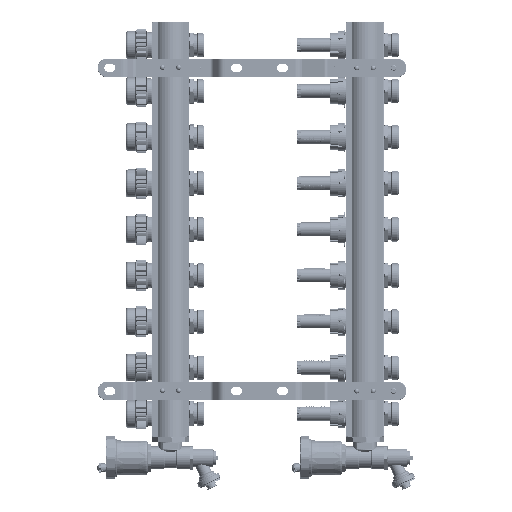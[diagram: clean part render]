
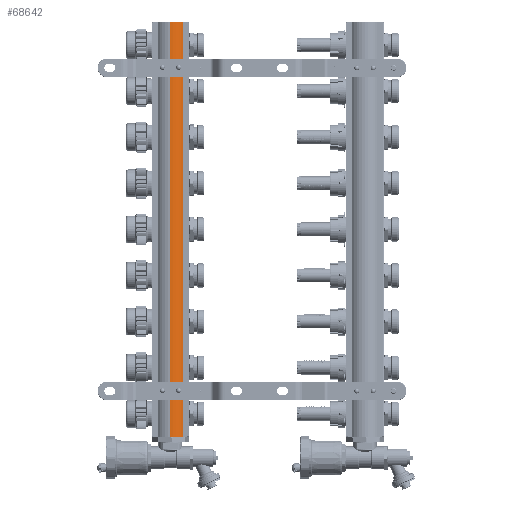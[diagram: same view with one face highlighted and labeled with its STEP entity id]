
A CAD part, left-side view. The second image highlights one B-rep face of the part: STEP entity #68642.
In plain terms, the highlighted cylindrical face has radius 18.2 mm (diameter 36.4 mm), a partial arc.
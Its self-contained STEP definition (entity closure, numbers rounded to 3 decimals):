
#160 = CARTESIAN_POINT ( 'NONE',  ( 0., 0., 450. ) ) ;
#2343 = CARTESIAN_POINT ( 'NONE',  ( -12., -13.684, 450. ) ) ;
#8820 = LINE ( 'NONE', #50960, #87992 ) ;
#9146 = CIRCLE ( 'NONE', #29834, 18.2 ) ;
#12166 = DIRECTION ( 'NONE',  ( 0., 0., 1. ) ) ;
#12439 = EDGE_CURVE ( 'NONE', #18112, #65166, #40034, .T. ) ;
#13767 = VERTEX_POINT ( 'NONE', #46076 ) ;
#13958 = EDGE_LOOP ( 'NONE', ( #19733, #77739, #57515, #53404 ) ) ;
#17425 = CARTESIAN_POINT ( 'NONE',  ( 0., 0., 0. ) ) ;
#18112 = VERTEX_POINT ( 'NONE', #91531 ) ;
#19733 = ORIENTED_EDGE ( 'NONE', *, *, #56409, .F. ) ;
#23200 = VERTEX_POINT ( 'NONE', #78621 ) ;
#24053 = DIRECTION ( 'NONE',  ( 1., 0., 0. ) ) ;
#29834 = AXIS2_PLACEMENT_3D ( 'NONE', #160, #73466, #24053 ) ;
#39358 = CARTESIAN_POINT ( 'NONE',  ( -12., -13.684, 0. ) ) ;
#40034 = CIRCLE ( 'NONE', #89534, 18.2 ) ;
#40568 = LINE ( 'NONE', #2343, #61847 ) ;
#41112 = FACE_OUTER_BOUND ( 'NONE', #13958, .T. ) ;
#46076 = CARTESIAN_POINT ( 'NONE',  ( -12., -13.684, 450. ) ) ;
#47791 = DIRECTION ( 'NONE',  ( 0., 0., -1. ) ) ;
#50960 = CARTESIAN_POINT ( 'NONE',  ( -18.2, 0., 450. ) ) ;
#53404 = ORIENTED_EDGE ( 'NONE', *, *, #100477, .F. ) ;
#54863 = CYLINDRICAL_SURFACE ( 'NONE', #83022, 18.2 ) ;
#56409 = EDGE_CURVE ( 'NONE', #23200, #13767, #9146, .T. ) ;
#57515 = ORIENTED_EDGE ( 'NONE', *, *, #12439, .T. ) ;
#59547 = DIRECTION ( 'NONE',  ( 0., 0., -1. ) ) ;
#61847 = VECTOR ( 'NONE', #59547, 1000. ) ;
#65166 = VERTEX_POINT ( 'NONE', #39358 ) ;
#68642 = ADVANCED_FACE ( 'NONE', ( #41112 ), #54863, .T. ) ;
#73466 = DIRECTION ( 'NONE',  ( 0., 0., 1. ) ) ;
#77739 = ORIENTED_EDGE ( 'NONE', *, *, #96845, .T. ) ;
#78621 = CARTESIAN_POINT ( 'NONE',  ( -18.2, 0., 450. ) ) ;
#83022 = AXIS2_PLACEMENT_3D ( 'NONE', #95814, #47791, #88425 ) ;
#83586 = DIRECTION ( 'NONE',  ( 0., 0., -1. ) ) ;
#87992 = VECTOR ( 'NONE', #83586, 1000. ) ;
#88425 = DIRECTION ( 'NONE',  ( -1., 0., 0. ) ) ;
#89534 = AXIS2_PLACEMENT_3D ( 'NONE', #17425, #12166, #90887 ) ;
#90887 = DIRECTION ( 'NONE',  ( 1., 0., 0. ) ) ;
#91531 = CARTESIAN_POINT ( 'NONE',  ( -18.2, 0., 0. ) ) ;
#95814 = CARTESIAN_POINT ( 'NONE',  ( 0., 0., 450. ) ) ;
#96845 = EDGE_CURVE ( 'NONE', #23200, #18112, #8820, .T. ) ;
#100477 = EDGE_CURVE ( 'NONE', #13767, #65166, #40568, .T. ) ;
